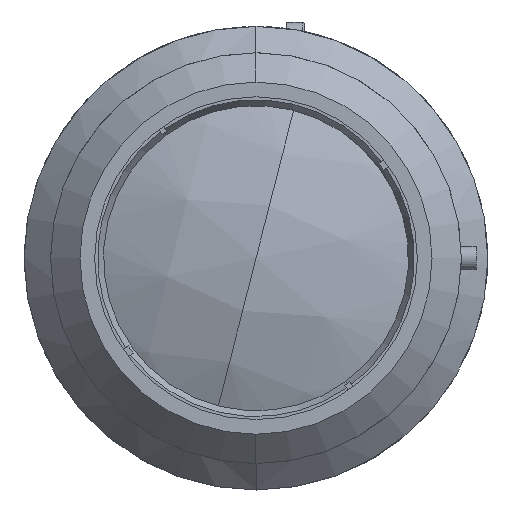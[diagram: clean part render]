
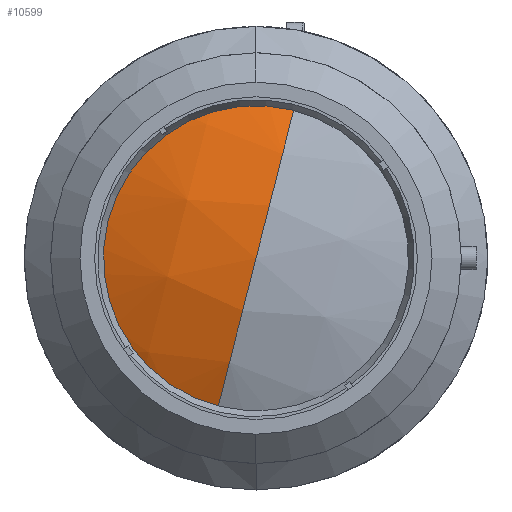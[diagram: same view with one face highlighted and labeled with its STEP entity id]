
A CAD part, left-side view. The second image highlights one B-rep face of the part: STEP entity #10599.
In plain terms, the highlighted spherical face has radius 65.508 mm.
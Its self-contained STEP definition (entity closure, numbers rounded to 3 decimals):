
#935 = VERTEX_POINT ( 'NONE', #12011 ) ;
#1016 = ORIENTED_EDGE ( 'NONE', *, *, #8754, .F. ) ;
#1289 = CARTESIAN_POINT ( 'NONE',  ( 6.861, 0., 0. ) ) ;
#1836 = CIRCLE ( 'NONE', #21513, 65.508 ) ;
#1859 = SPHERICAL_SURFACE ( 'NONE', #18911, 65.508 ) ;
#2053 = CIRCLE ( 'NONE', #17078, 27. ) ;
#2990 = DIRECTION ( 'NONE',  ( 0., 0.969, 0.247 ) ) ;
#3171 = CARTESIAN_POINT ( 'NONE',  ( 66.546, 0., 0. ) ) ;
#3665 = ORIENTED_EDGE ( 'NONE', *, *, #14035, .T. ) ;
#3914 = CARTESIAN_POINT ( 'NONE',  ( 6.861, 6.66, -26.166 ) ) ;
#4875 = DIRECTION ( 'NONE',  ( 0., -0.247, 0.969 ) ) ;
#6663 = EDGE_LOOP ( 'NONE', ( #3665, #21666, #1016 ) ) ;
#7555 = DIRECTION ( 'NONE',  ( 0., -0.247, 0.969 ) ) ;
#8248 = CARTESIAN_POINT ( 'NONE',  ( 6.861, -6.66, 26.166 ) ) ;
#8754 = EDGE_CURVE ( 'NONE', #19270, #935, #19566, .T. ) ;
#10025 = CARTESIAN_POINT ( 'NONE',  ( 66.546, 0., 0. ) ) ;
#10599 = ADVANCED_FACE ( 'NONE', ( #14340 ), #1859, .T. ) ;
#11089 = AXIS2_PLACEMENT_3D ( 'NONE', #10025, #21937, #11753 ) ;
#11604 = EDGE_CURVE ( 'NONE', #19920, #935, #1836, .T. ) ;
#11753 = DIRECTION ( 'NONE',  ( 0., 0.247, -0.969 ) ) ;
#12011 = CARTESIAN_POINT ( 'NONE',  ( 1.038, 0., 0. ) ) ;
#12613 = CARTESIAN_POINT ( 'NONE',  ( 66.546, 0., 0. ) ) ;
#13149 = DIRECTION ( 'NONE',  ( -1., 0., 0. ) ) ;
#14035 = EDGE_CURVE ( 'NONE', #19270, #19920, #2053, .T. ) ;
#14340 = FACE_OUTER_BOUND ( 'NONE', #6663, .T. ) ;
#15029 = DIRECTION ( 'NONE',  ( 0., 0.969, 0.247 ) ) ;
#17078 = AXIS2_PLACEMENT_3D ( 'NONE', #1289, #13149, #2990 ) ;
#17707 = DIRECTION ( 'NONE',  ( 0., 0.969, 0.247 ) ) ;
#18911 = AXIS2_PLACEMENT_3D ( 'NONE', #12613, #17707, #7555 ) ;
#19270 = VERTEX_POINT ( 'NONE', #8248 ) ;
#19566 = CIRCLE ( 'NONE', #11089, 65.508 ) ;
#19920 = VERTEX_POINT ( 'NONE', #3914 ) ;
#21513 = AXIS2_PLACEMENT_3D ( 'NONE', #3171, #15029, #4875 ) ;
#21666 = ORIENTED_EDGE ( 'NONE', *, *, #11604, .T. ) ;
#21937 = DIRECTION ( 'NONE',  ( 0., -0.969, -0.247 ) ) ;
